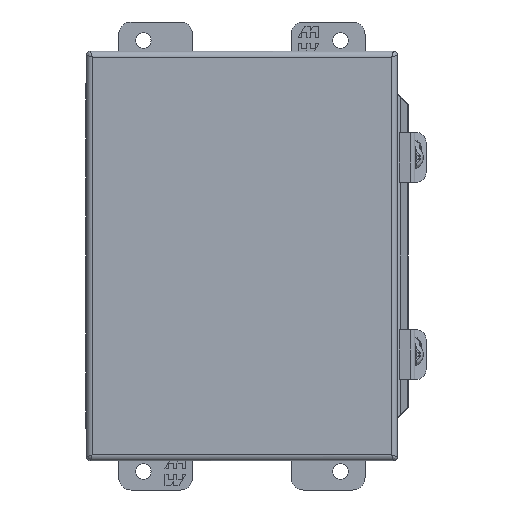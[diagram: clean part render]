
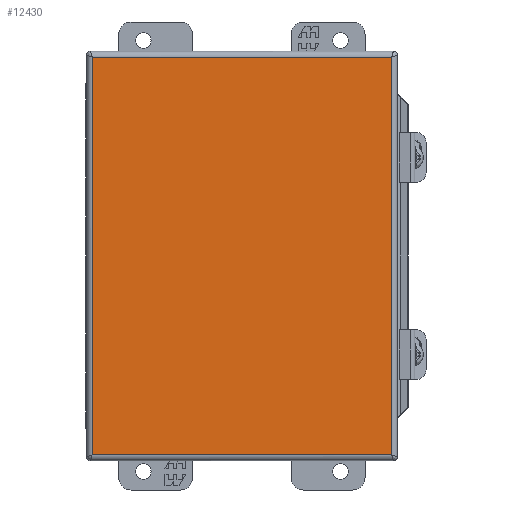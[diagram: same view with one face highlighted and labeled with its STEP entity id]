
A CAD part, front view. The second image highlights one B-rep face of the part: STEP entity #12430.
In plain terms, the highlighted planar face has unit normal (0, -1, 0).
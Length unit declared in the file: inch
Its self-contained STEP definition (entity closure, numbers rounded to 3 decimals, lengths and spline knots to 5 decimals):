
#318 = LINE ( 'NONE', #612, #27967 ) ;
#612 = CARTESIAN_POINT ( 'NONE',  ( 3.15591, -4.19685, -4.0378 ) ) ;
#861 = VERTEX_POINT ( 'NONE', #12765 ) ;
#1900 = DIRECTION ( 'NONE',  ( 0., -1., 0. ) ) ;
#4135 = EDGE_LOOP ( 'NONE', ( #11772, #21445, #27705, #22092 ) ) ;
#4260 = CARTESIAN_POINT ( 'NONE',  ( 0., -4.19685, 0. ) ) ;
#4845 = LINE ( 'NONE', #30557, #18134 ) ;
#4864 = DIRECTION ( 'NONE',  ( -1., 0., 0. ) ) ;
#5746 = LINE ( 'NONE', #28604, #26182 ) ;
#6014 = FACE_OUTER_BOUND ( 'NONE', #4135, .T. ) ;
#6231 = EDGE_CURVE ( 'NONE', #861, #7833, #7175, .T. ) ;
#7175 = LINE ( 'NONE', #14436, #30087 ) ;
#7833 = VERTEX_POINT ( 'NONE', #17509 ) ;
#10516 = DIRECTION ( 'NONE',  ( 1., 0., 0. ) ) ;
#11090 = VERTEX_POINT ( 'NONE', #30044 ) ;
#11772 = ORIENTED_EDGE ( 'NONE', *, *, #17590, .T. ) ;
#12430 = ADVANCED_FACE ( 'NONE', ( #6014 ), #24688, .T. ) ;
#12765 = CARTESIAN_POINT ( 'NONE',  ( 3.0378, -4.19685, -4.0378 ) ) ;
#14436 = CARTESIAN_POINT ( 'NONE',  ( 3.0378, -4.19685, 4.15591 ) ) ;
#17509 = CARTESIAN_POINT ( 'NONE',  ( 3.0378, -4.19685, 4.0378 ) ) ;
#17590 = EDGE_CURVE ( 'NONE', #11090, #25425, #5746, .T. ) ;
#18134 = VECTOR ( 'NONE', #4864, 39.37008 ) ;
#21445 = ORIENTED_EDGE ( 'NONE', *, *, #21860, .T. ) ;
#21860 = EDGE_CURVE ( 'NONE', #25425, #861, #318, .T. ) ;
#21984 = AXIS2_PLACEMENT_3D ( 'NONE', #4260, #1900, #29727 ) ;
#22092 = ORIENTED_EDGE ( 'NONE', *, *, #30994, .T. ) ;
#23111 = CARTESIAN_POINT ( 'NONE',  ( -3.0378, -4.19685, -4.0378 ) ) ;
#24688 = PLANE ( 'NONE',  #21984 ) ;
#25425 = VERTEX_POINT ( 'NONE', #23111 ) ;
#26182 = VECTOR ( 'NONE', #30944, 39.37008 ) ;
#27705 = ORIENTED_EDGE ( 'NONE', *, *, #6231, .T. ) ;
#27967 = VECTOR ( 'NONE', #10516, 39.37008 ) ;
#28604 = CARTESIAN_POINT ( 'NONE',  ( -3.0378, -4.19685, -4.15591 ) ) ;
#29727 = DIRECTION ( 'NONE',  ( 0., 0., -1. ) ) ;
#30044 = CARTESIAN_POINT ( 'NONE',  ( -3.0378, -4.19685, 4.0378 ) ) ;
#30087 = VECTOR ( 'NONE', #32555, 39.37008 ) ;
#30557 = CARTESIAN_POINT ( 'NONE',  ( -3.15591, -4.19685, 4.0378 ) ) ;
#30944 = DIRECTION ( 'NONE',  ( 0., 0., -1. ) ) ;
#30994 = EDGE_CURVE ( 'NONE', #7833, #11090, #4845, .T. ) ;
#32555 = DIRECTION ( 'NONE',  ( 0., 0., 1. ) ) ;
